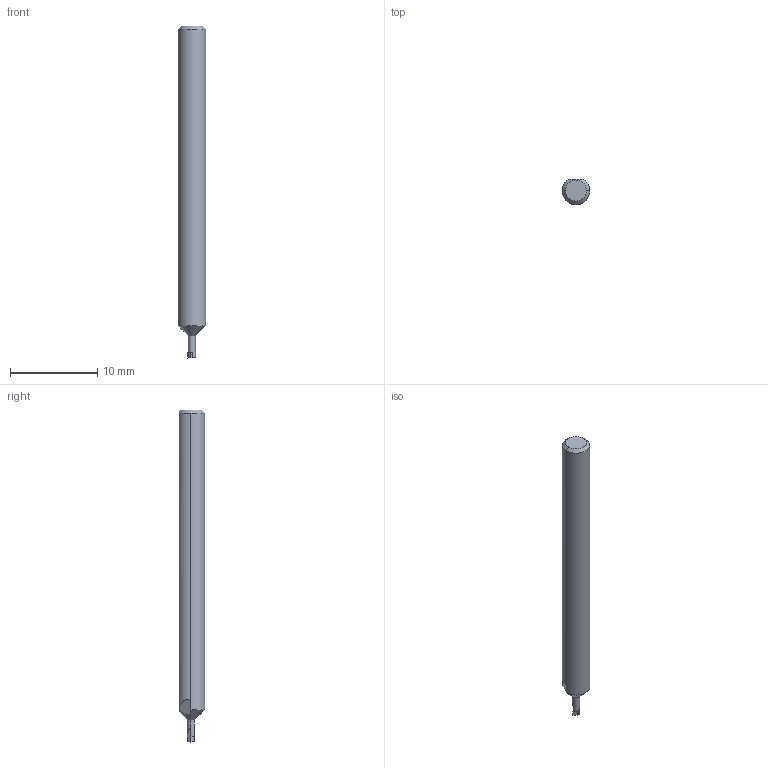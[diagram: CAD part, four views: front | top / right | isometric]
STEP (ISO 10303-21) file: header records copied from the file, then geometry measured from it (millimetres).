
FILE_DESCRIPTION (( 'STEP AP214' ), '1' );
FILE_NAME ('Micro_MBB-040100X.STEP', '2021-09-04T01:21:50', ( '' ), ( '' ), 'SwSTEP 2.0', 'SolidWorks 2020', '' );
FILE_SCHEMA (( 'AUTOMOTIVE_DESIGN' ));
Length unit declared in the file: inch
Products named in the file (1): Micro_MBB-040100X
Bounding box: 3.17 x 2.92 x 38.1 mm (x, y, z)
Volume: 266.3 mm3; surface area: 362.2 mm2
Topology: 1 solids, 1 shells, 20 faces, 44 edges, 26 vertices
Faces by surface type: plane 10, cone 5, cylinder 5
Entity records: 606 total; most frequent: CARTESIAN_POINT 143, ORIENTED_EDGE 88, DIRECTION 87, EDGE_CURVE 44, AXIS2_PLACEMENT_3D 32, VERTEX_POINT 26, VECTOR 23, LINE 23
